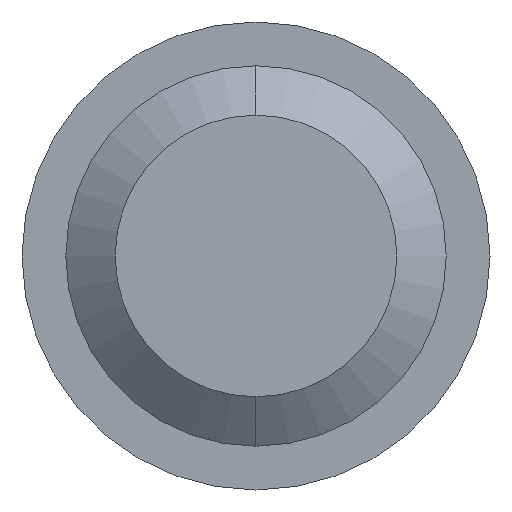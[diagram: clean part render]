
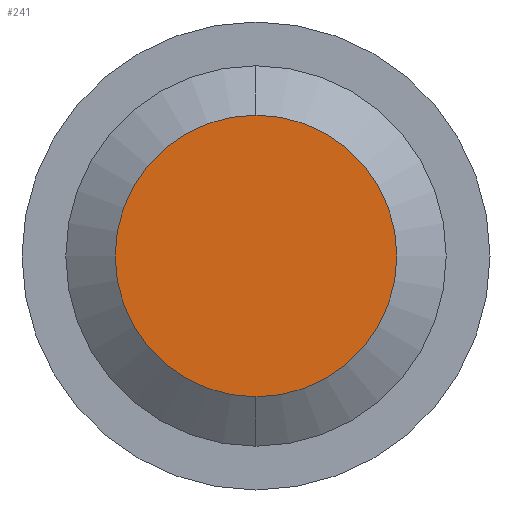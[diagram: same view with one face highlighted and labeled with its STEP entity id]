
A CAD part, left-side view. The second image highlights one B-rep face of the part: STEP entity #241.
In plain terms, the highlighted planar face has unit normal (-1, 0, 0).
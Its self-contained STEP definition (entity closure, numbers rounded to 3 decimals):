
#8 = CIRCLE ( 'NONE', #295, 1.222 ) ;
#44 = EDGE_CURVE ( 'NONE', #414, #194, #8, .T. ) ;
#77 = ORIENTED_EDGE ( 'NONE', *, *, #44, .T. ) ;
#82 = FACE_OUTER_BOUND ( 'NONE', #158, .T. ) ;
#103 = DIRECTION ( 'NONE',  ( 0., 0., -1. ) ) ;
#117 = ORIENTED_EDGE ( 'NONE', *, *, #150, .T. ) ;
#119 = DIRECTION ( 'NONE',  ( 0., 0., 1. ) ) ;
#123 = CARTESIAN_POINT ( 'NONE',  ( -5.179, 0., 0. ) ) ;
#125 = CARTESIAN_POINT ( 'NONE',  ( -5.179, 0., 1.222 ) ) ;
#150 = EDGE_CURVE ( 'NONE', #194, #414, #495, .T. ) ;
#158 = EDGE_LOOP ( 'NONE', ( #117, #77 ) ) ;
#194 = VERTEX_POINT ( 'NONE', #232 ) ;
#232 = CARTESIAN_POINT ( 'NONE',  ( -5.179, 0., -1.222 ) ) ;
#241 = ADVANCED_FACE ( 'NONE', ( #82 ), #443, .F. ) ;
#243 = DIRECTION ( 'NONE',  ( 1., 0., 0. ) ) ;
#261 = CARTESIAN_POINT ( 'NONE',  ( -5.179, 0., 0. ) ) ;
#266 = DIRECTION ( 'NONE',  ( -1., 0., 0. ) ) ;
#295 = AXIS2_PLACEMENT_3D ( 'NONE', #261, #266, #119 ) ;
#369 = DIRECTION ( 'NONE',  ( -1., 0., 0. ) ) ;
#414 = VERTEX_POINT ( 'NONE', #125 ) ;
#443 = PLANE ( 'NONE',  #500 ) ;
#481 = AXIS2_PLACEMENT_3D ( 'NONE', #123, #369, #518 ) ;
#495 = CIRCLE ( 'NONE', #481, 1.222 ) ;
#500 = AXIS2_PLACEMENT_3D ( 'NONE', #534, #243, #103 ) ;
#518 = DIRECTION ( 'NONE',  ( 0., 0., 1. ) ) ;
#534 = CARTESIAN_POINT ( 'NONE',  ( -5.179, 1.222, 0. ) ) ;
